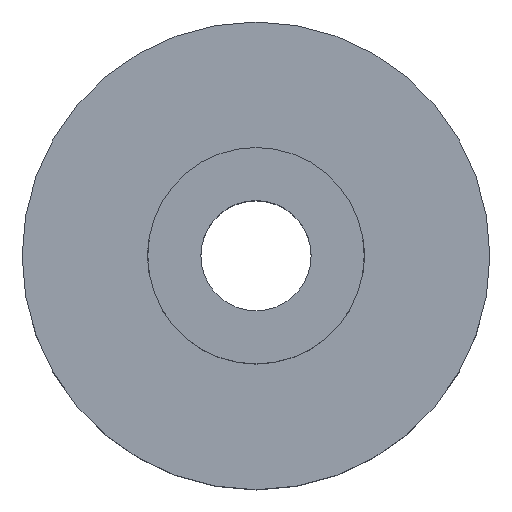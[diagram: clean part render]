
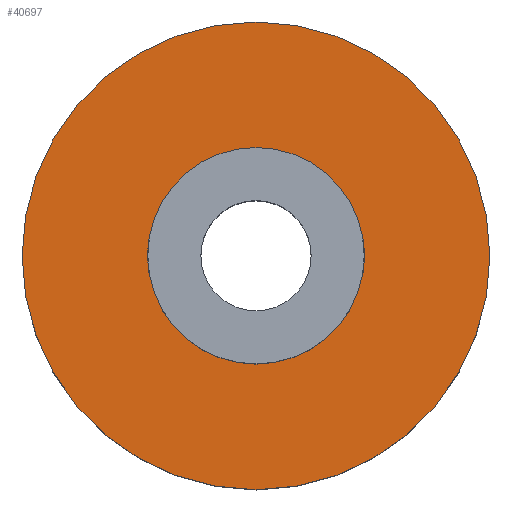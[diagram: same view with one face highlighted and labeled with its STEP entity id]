
A CAD part, top view. The second image highlights one B-rep face of the part: STEP entity #40697.
In plain terms, the highlighted planar face has unit normal (0, 0, 1).
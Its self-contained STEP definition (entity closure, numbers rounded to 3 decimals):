
#15574 = CYLINDRICAL_SURFACE('',#15575,8.);
#15575 = AXIS2_PLACEMENT_3D('',#15576,#15577,#15578);
#15576 = CARTESIAN_POINT('',(0.,0.,5.5));
#15577 = DIRECTION('',(-0.,-0.,-1.));
#15578 = DIRECTION('',(1.,0.,0.));
#40100 = EDGE_CURVE('',#40101,#40101,#40103,.T.);
#40101 = VERTEX_POINT('',#40102);
#40102 = CARTESIAN_POINT('',(8.,0.,5.5));
#40103 = SURFACE_CURVE('',#40104,(#40109,#40116),.PCURVE_S1.);
#40104 = CIRCLE('',#40105,8.);
#40105 = AXIS2_PLACEMENT_3D('',#40106,#40107,#40108);
#40106 = CARTESIAN_POINT('',(0.,0.,5.5));
#40107 = DIRECTION('',(0.,0.,1.));
#40108 = DIRECTION('',(1.,0.,0.));
#40109 = PCURVE('',#15574,#40110);
#40110 = DEFINITIONAL_REPRESENTATION('',(#40111),#40115);
#40111 = LINE('',#40112,#40113);
#40112 = CARTESIAN_POINT('',(-0.,0.));
#40113 = VECTOR('',#40114,1.);
#40114 = DIRECTION('',(-1.,0.));
#40115 = ( GEOMETRIC_REPRESENTATION_CONTEXT(2) 
PARAMETRIC_REPRESENTATION_CONTEXT() REPRESENTATION_CONTEXT('2D SPACE',''
  ) );
#40116 = PCURVE('',#40117,#40122);
#40117 = PLANE('',#40118);
#40118 = AXIS2_PLACEMENT_3D('',#40119,#40120,#40121);
#40119 = CARTESIAN_POINT('',(0.,0.,5.5));
#40120 = DIRECTION('',(0.,0.,1.));
#40121 = DIRECTION('',(-0.,-1.,-0.));
#40122 = DEFINITIONAL_REPRESENTATION('',(#40123),#40127);
#40123 = CIRCLE('',#40124,8.);
#40124 = AXIS2_PLACEMENT_2D('',#40125,#40126);
#40125 = CARTESIAN_POINT('',(0.,0.));
#40126 = DIRECTION('',(-0.,1.));
#40127 = ( GEOMETRIC_REPRESENTATION_CONTEXT(2) 
PARAMETRIC_REPRESENTATION_CONTEXT() REPRESENTATION_CONTEXT('2D SPACE',''
  ) );
#40204 = CONICAL_SURFACE('',#40205,15.287,0.785);
#40205 = AXIS2_PLACEMENT_3D('',#40206,#40207,#40208);
#40206 = CARTESIAN_POINT('',(0.,0.,3.5));
#40207 = DIRECTION('',(0.,0.,1.));
#40208 = DIRECTION('',(0.,1.,0.));
#40697 = ADVANCED_FACE('',(#40698,#40728),#40117,.T.);
#40698 = FACE_BOUND('',#40699,.F.);
#40699 = EDGE_LOOP('',(#40700));
#40700 = ORIENTED_EDGE('',*,*,#40701,.T.);
#40701 = EDGE_CURVE('',#40702,#40702,#40704,.T.);
#40702 = VERTEX_POINT('',#40703);
#40703 = CARTESIAN_POINT('',(0.,17.287,5.5));
#40704 = SURFACE_CURVE('',#40705,(#40710,#40721),.PCURVE_S1.);
#40705 = CIRCLE('',#40706,17.287);
#40706 = AXIS2_PLACEMENT_3D('',#40707,#40708,#40709);
#40707 = CARTESIAN_POINT('',(0.,0.,5.5));
#40708 = DIRECTION('',(0.,0.,-1.));
#40709 = DIRECTION('',(0.,1.,0.));
#40710 = PCURVE('',#40117,#40711);
#40711 = DEFINITIONAL_REPRESENTATION('',(#40712),#40720);
#40712 = ( BOUNDED_CURVE() B_SPLINE_CURVE(2,(#40713,#40714,#40715,#40716
    ,#40717,#40718,#40719),.UNSPECIFIED.,.T.,.F.) 
B_SPLINE_CURVE_WITH_KNOTS((1,2,2,2,2,1),(-2.094,0.,
    2.094,4.189,6.283,8.378),
.UNSPECIFIED.) CURVE() GEOMETRIC_REPRESENTATION_ITEM() 
RATIONAL_B_SPLINE_CURVE((1.,0.5,1.,0.5,1.,0.5,1.)) REPRESENTATION_ITEM(
  '') );
#40713 = CARTESIAN_POINT('',(-17.287,0.));
#40714 = CARTESIAN_POINT('',(-17.287,29.941));
#40715 = CARTESIAN_POINT('',(8.643,14.971));
#40716 = CARTESIAN_POINT('',(34.573,0.));
#40717 = CARTESIAN_POINT('',(8.643,-14.971));
#40718 = CARTESIAN_POINT('',(-17.287,-29.941));
#40719 = CARTESIAN_POINT('',(-17.287,0.));
#40720 = ( GEOMETRIC_REPRESENTATION_CONTEXT(2) 
PARAMETRIC_REPRESENTATION_CONTEXT() REPRESENTATION_CONTEXT('2D SPACE',''
  ) );
#40721 = PCURVE('',#40204,#40722);
#40722 = DEFINITIONAL_REPRESENTATION('',(#40723),#40727);
#40723 = LINE('',#40724,#40725);
#40724 = CARTESIAN_POINT('',(-0.,2.));
#40725 = VECTOR('',#40726,1.);
#40726 = DIRECTION('',(-1.,0.));
#40727 = ( GEOMETRIC_REPRESENTATION_CONTEXT(2) 
PARAMETRIC_REPRESENTATION_CONTEXT() REPRESENTATION_CONTEXT('2D SPACE',''
  ) );
#40728 = FACE_BOUND('',#40729,.F.);
#40729 = EDGE_LOOP('',(#40730));
#40730 = ORIENTED_EDGE('',*,*,#40100,.T.);
